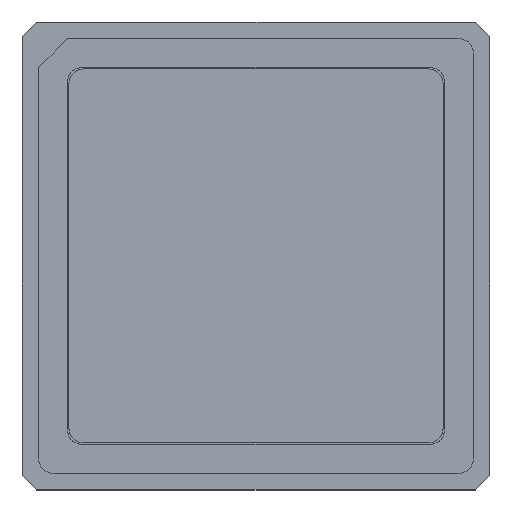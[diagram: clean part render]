
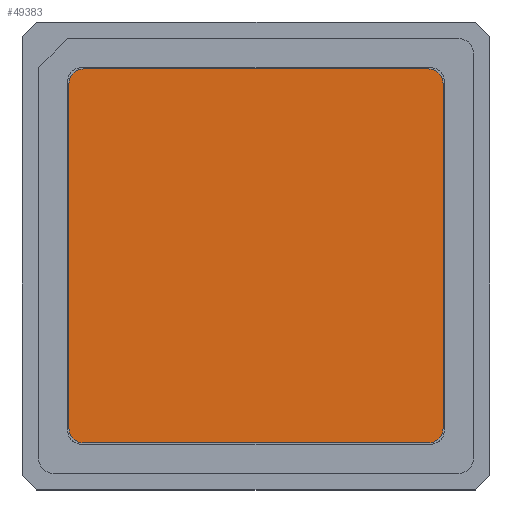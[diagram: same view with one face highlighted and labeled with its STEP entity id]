
A CAD part, top view. The second image highlights one B-rep face of the part: STEP entity #49383.
In plain terms, the highlighted face is planar.
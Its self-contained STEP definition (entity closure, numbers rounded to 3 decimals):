
#44 = VERTEX_POINT ( 'NONE', #48491 ) ;
#572 = VERTEX_POINT ( 'NONE', #43509 ) ;
#1730 = CARTESIAN_POINT ( 'NONE',  ( -42.969, 0.25, -29.658 ) ) ;
#2445 = VERTEX_POINT ( 'NONE', #11657 ) ;
#3222 = LINE ( 'NONE', #33436, #23708 ) ;
#3368 = ORIENTED_EDGE ( 'NONE', *, *, #35401, .T. ) ;
#4058 = CARTESIAN_POINT ( 'NONE',  ( -30.519, 0.25, -29.158 ) ) ;
#4386 = PLANE ( 'NONE',  #42859 ) ;
#7594 = CARTESIAN_POINT ( 'NONE',  ( -42.969, 0.25, -17.208 ) ) ;
#7724 = ORIENTED_EDGE ( 'NONE', *, *, #11161, .T. ) ;
#8317 = CARTESIAN_POINT ( 'NONE',  ( -31.019, 0.25, -17.208 ) ) ;
#8490 = DIRECTION ( 'NONE',  ( 0., 1., 0. ) ) ;
#9150 = AXIS2_PLACEMENT_3D ( 'NONE', #15130, #43699, #19195 ) ;
#9344 = CARTESIAN_POINT ( 'NONE',  ( -30.519, 0.25, -17.208 ) ) ;
#9798 = LINE ( 'NONE', #52844, #19409 ) ;
#10975 = ORIENTED_EDGE ( 'NONE', *, *, #18350, .T. ) ;
#11161 = EDGE_CURVE ( 'NONE', #41007, #2445, #3222, .T. ) ;
#11491 = FACE_OUTER_BOUND ( 'NONE', #40095, .T. ) ;
#11657 = CARTESIAN_POINT ( 'NONE',  ( -31.019, 0.25, -16.708 ) ) ;
#11763 = DIRECTION ( 'NONE',  ( 0., 0., 1. ) ) ;
#11842 = AXIS2_PLACEMENT_3D ( 'NONE', #22277, #50836, #26380 ) ;
#13539 = VERTEX_POINT ( 'NONE', #9344 ) ;
#14779 = CARTESIAN_POINT ( 'NONE',  ( -43.469, 0.25, -29.158 ) ) ;
#15130 = CARTESIAN_POINT ( 'NONE',  ( -42.969, 0.25, -29.158 ) ) ;
#16574 = DIRECTION ( 'NONE',  ( 0., 1., 0. ) ) ;
#17266 = CIRCLE ( 'NONE', #39505, 0.5 ) ;
#18350 = EDGE_CURVE ( 'NONE', #572, #37278, #47229, .T. ) ;
#18460 = ORIENTED_EDGE ( 'NONE', *, *, #29549, .T. ) ;
#19195 = DIRECTION ( 'NONE',  ( 0., 0., 1. ) ) ;
#19409 = VECTOR ( 'NONE', #40447, 1000. ) ;
#19462 = VERTEX_POINT ( 'NONE', #47082 ) ;
#19880 = ORIENTED_EDGE ( 'NONE', *, *, #49756, .T. ) ;
#20919 = EDGE_CURVE ( 'NONE', #44, #41007, #17266, .T. ) ;
#21279 = EDGE_CURVE ( 'NONE', #46438, #572, #34458, .T. ) ;
#21639 = CIRCLE ( 'NONE', #40857, 0.5 ) ;
#21673 = VECTOR ( 'NONE', #41416, 1000. ) ;
#22277 = CARTESIAN_POINT ( 'NONE',  ( -31.019, 0.25, -29.158 ) ) ;
#23708 = VECTOR ( 'NONE', #37508, 1000. ) ;
#24302 = CIRCLE ( 'NONE', #9150, 0.5 ) ;
#26380 = DIRECTION ( 'NONE',  ( 0., 0., -1. ) ) ;
#27177 = EDGE_CURVE ( 'NONE', #2445, #13539, #21639, .T. ) ;
#28378 = ORIENTED_EDGE ( 'NONE', *, *, #21279, .T. ) ;
#29549 = EDGE_CURVE ( 'NONE', #37278, #19462, #24302, .T. ) ;
#33436 = CARTESIAN_POINT ( 'NONE',  ( -42.969, 0.25, -16.708 ) ) ;
#33538 = CARTESIAN_POINT ( 'NONE',  ( -42.969, 0.25, -16.708 ) ) ;
#34458 = CIRCLE ( 'NONE', #11842, 0.5 ) ;
#34697 = ORIENTED_EDGE ( 'NONE', *, *, #27177, .T. ) ;
#35401 = EDGE_CURVE ( 'NONE', #13539, #46438, #9798, .T. ) ;
#36222 = DIRECTION ( 'NONE',  ( 0., 1., 0. ) ) ;
#37126 = DIRECTION ( 'NONE',  ( 0., 0., 1. ) ) ;
#37278 = VERTEX_POINT ( 'NONE', #1730 ) ;
#37508 = DIRECTION ( 'NONE',  ( 1., 0., 0. ) ) ;
#39505 = AXIS2_PLACEMENT_3D ( 'NONE', #7594, #36222, #11763 ) ;
#40095 = EDGE_LOOP ( 'NONE', ( #34697, #3368, #28378, #10975, #18460, #19880, #40262, #7724 ) ) ;
#40262 = ORIENTED_EDGE ( 'NONE', *, *, #20919, .T. ) ;
#40447 = DIRECTION ( 'NONE',  ( 0., 0., -1. ) ) ;
#40768 = VECTOR ( 'NONE', #47448, 1000. ) ;
#40857 = AXIS2_PLACEMENT_3D ( 'NONE', #41029, #16574, #45146 ) ;
#41007 = VERTEX_POINT ( 'NONE', #33538 ) ;
#41029 = CARTESIAN_POINT ( 'NONE',  ( -31.019, 0.25, -17.208 ) ) ;
#41416 = DIRECTION ( 'NONE',  ( -1., 0., 0. ) ) ;
#42859 = AXIS2_PLACEMENT_3D ( 'NONE', #8317, #8490, #37126 ) ;
#43358 = LINE ( 'NONE', #14779, #40768 ) ;
#43509 = CARTESIAN_POINT ( 'NONE',  ( -31.019, 0.25, -29.658 ) ) ;
#43699 = DIRECTION ( 'NONE',  ( 0., 1., 0. ) ) ;
#45146 = DIRECTION ( 'NONE',  ( 0., 0., 1. ) ) ;
#46438 = VERTEX_POINT ( 'NONE', #4058 ) ;
#47082 = CARTESIAN_POINT ( 'NONE',  ( -43.469, 0.25, -29.158 ) ) ;
#47229 = LINE ( 'NONE', #49828, #21673 ) ;
#47448 = DIRECTION ( 'NONE',  ( 0., 0., 1. ) ) ;
#48491 = CARTESIAN_POINT ( 'NONE',  ( -43.469, 0.25, -17.208 ) ) ;
#49383 = ADVANCED_FACE ( 'NONE', ( #11491 ), #4386, .T. ) ;
#49756 = EDGE_CURVE ( 'NONE', #19462, #44, #43358, .T. ) ;
#49828 = CARTESIAN_POINT ( 'NONE',  ( -42.969, 0.25, -29.658 ) ) ;
#50836 = DIRECTION ( 'NONE',  ( 0., 1., 0. ) ) ;
#52844 = CARTESIAN_POINT ( 'NONE',  ( -30.519, 0.25, -29.158 ) ) ;
